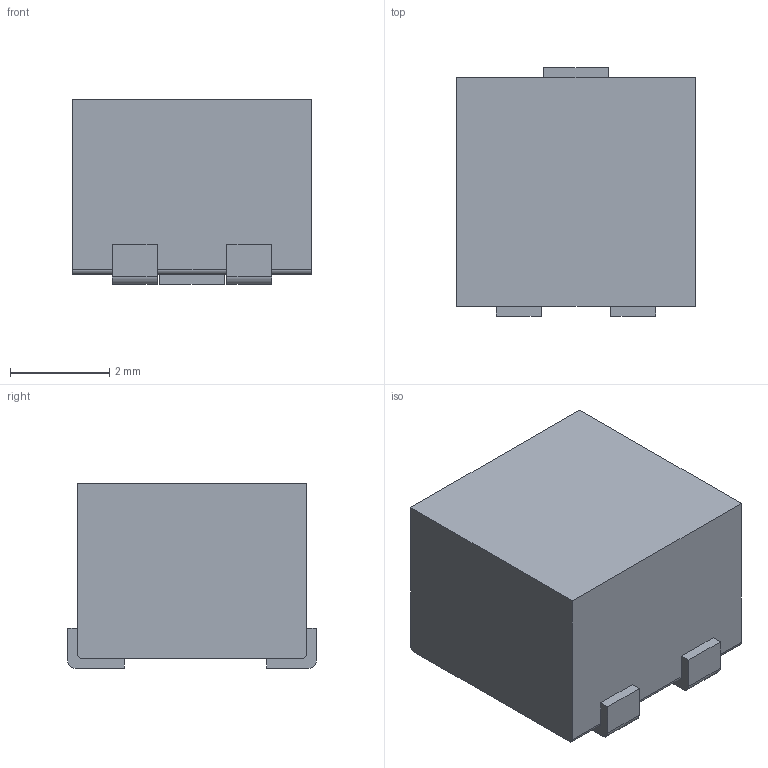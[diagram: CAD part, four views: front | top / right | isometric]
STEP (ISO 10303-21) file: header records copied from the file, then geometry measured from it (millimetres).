
FILE_DESCRIPTION((''),'2;1');
FILE_NAME('TRIM_BOURNS_3224J.stp','2013-05-06T10:51:03',(''),(''),'Mechanical Desktop 2011','Mechanical Desktop 2011',', , ');
FILE_SCHEMA(('AUTOMOTIVE_DESIGN { 1 2 10303 214 1 1 1 1 }'));
Length unit declared in the file: millimetre
Products named in the file (1): Product
Bounding box: 4.8 x 5 x 3.71 mm (x, y, z)
Volume: 78 mm3; surface area: 133.3 mm2
Topology: 5 solids, 5 shells, 49 faces, 114 edges, 76 vertices
Faces by surface type: plane 37, cylinder 12
Entity records: 1444 total; most frequent: DIRECTION 242, CARTESIAN_POINT 240, ORIENTED_EDGE 228, EDGE_CURVE 114, VECTOR 86, LINE 86, AXIS2_PLACEMENT_3D 78, VERTEX_POINT 76
